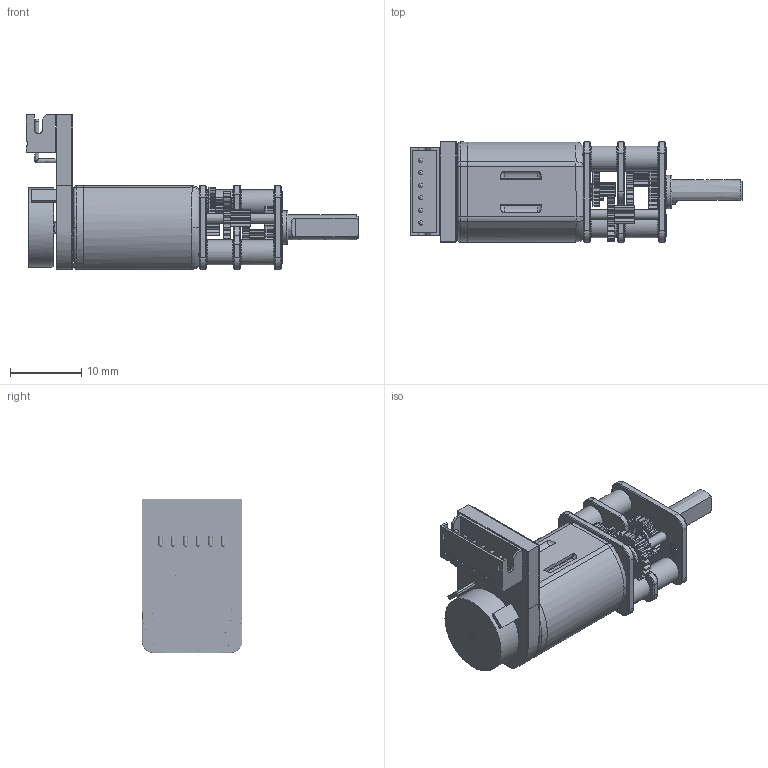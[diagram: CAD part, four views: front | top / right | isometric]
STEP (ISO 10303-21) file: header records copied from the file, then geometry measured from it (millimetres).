
FILE_DESCRIPTION(('FreeCAD Model'),'2;1');
FILE_NAME('Open CASCADE Shape Model','2025-05-03T07:28:06',('FreeCAD'),( 'FreeCAD'),'Open CASCADE STEP processor 7.6','FreeCAD','Unknown');
FILE_SCHEMA(('AUTOMOTIVE_DESIGN { 1 0 10303 214 1 1 1 1 }'));
Products named in the file (1): Open CASCADE STEP translator 7.6 1
Bounding box: 46.54 x 14.03 x 21.63 mm (x, y, z)
Volume: 4545 mm3; surface area: 6517.6 mm2
Topology: 29 solids, 29 shells, 1689 faces, 4521 edges, 2921 vertices
Faces by surface type: bspline 1689
Entity records: 159041 total; most frequent: CARTESIAN_POINT 134279, ORIENTED_EDGE 9002, EDGE_CURVE 4501, VERTEX_POINT 2921, B_SPLINE_CURVE_WITH_KNOTS 2468, FACE_BOUND 1792, EDGE_LOOP 1792, ADVANCED_FACE 1689
